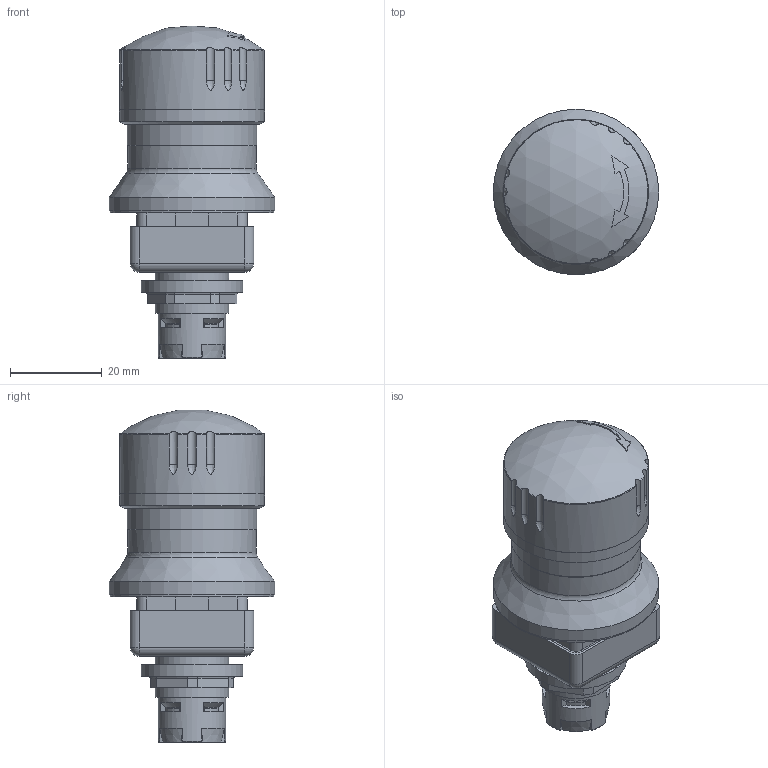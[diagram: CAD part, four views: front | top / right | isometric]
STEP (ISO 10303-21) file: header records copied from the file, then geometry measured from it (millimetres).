
FILE_DESCRIPTION(/* description */ (''),/* implementation_level */ '2;1');
FILE_NAME(/* name */ 'QXJUV.stp',/* time_stamp */ '2017-08-22T12:52:34+02:00',/* author */ ('mharscher'),/* organization */ (''),/* preprocessor_version */ 'ST-DEVELOPER v16.1',/* originating_system */ 'Autodesk Inventor 2016',/* authorisation */ '');
FILE_SCHEMA (('AUTOMOTIVE_DESIGN { 1 0 10303 214 3 1 1 }'));
Length unit declared in the file: centimetre
Products named in the file (1): QXJUV
Bounding box: 36 x 36 x 72.2 mm (x, y, z)
Volume: 39849.2 mm3; surface area: 11351.9 mm2
Topology: 1 solids, 1 shells, 284 faces, 822 edges, 523 vertices
Faces by surface type: plane 108, cylinder 103, torus 23, bspline 21, cone 19, sphere 10
Full cylindrical faces by diameter (mm): 8.8 x1, 11.8 x1, 12.1 x1, 14.65 x1, 16 x2, 16.5 x1, 19.5 x1, 22 x1, 28 x1, 28.1 x1, 29.51 x1, 31.5 x1, 31.55 x1, 35.5 x1, 36 x1
Entity records: 10405 total; most frequent: CARTESIAN_POINT 3257, ORIENTED_EDGE 1564, DIRECTION 1411, EDGE_CURVE 782, AXIS2_PLACEMENT_3D 517, VERTEX_POINT 512, LINE 377, VECTOR 377
